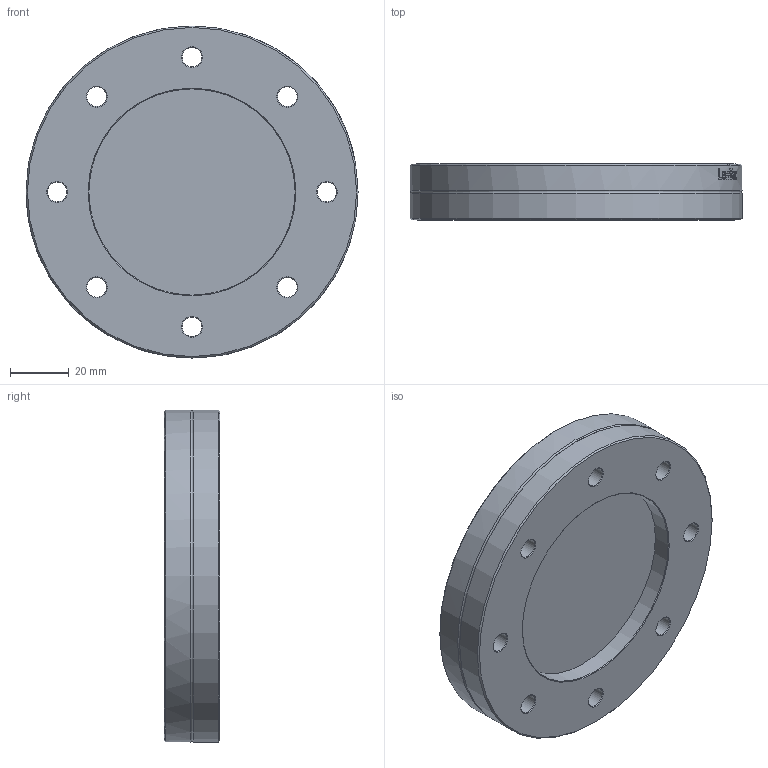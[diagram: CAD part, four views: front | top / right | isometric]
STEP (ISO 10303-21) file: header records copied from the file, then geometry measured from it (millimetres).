
FILE_DESCRIPTION(/* description */ (''),/* implementation_level */ '2;1');
FILE_NAME(/* name */ 'FL-63CFRT.stp',/* time_stamp */ '2018-01-15T13:35:19+00:00',/* author */ ('paul'),/* organization */ (''),/* preprocessor_version */ 'ST-DEVELOPER v16.13',/* originating_system */ 'Autodesk Inventor 2018',/* authorisation */ '');
FILE_SCHEMA (('AUTOMOTIVE_DESIGN { 1 0 10303 214 3 1 1 }'));
Length unit declared in the file: millimetre
Products named in the file (3): FL-63CFRT; FL-63CF-OUTTAP; FL-63CF-INBLANK
Assembly tree (2 placements, depth 2):
  FL-63CFRT
    FL-63CF-OUTTAP
    FL-63CF-INBLANK
Bounding box: 113.5 x 19.1 x 113.5 mm (x, y, z)
Volume: 156000 mm3; surface area: 39934.9 mm2
Topology: 2 solids, 2 shells, 136 faces, 358 edges, 234 vertices
Faces by surface type: bspline 53, plane 36, cone 23, cylinder 23, torus 1
Full cylindrical faces by diameter (mm): 6.647 x8, 70.5 x1, 82.3 x1, 82.5 x1, 113.5 x2
Entity records: 15560 total; most frequent: CARTESIAN_POINT 12502, ORIENTED_EDGE 626, DIRECTION 509, EDGE_CURVE 313, VERTEX_POINT 224, EDGE_LOOP 197, AXIS2_PLACEMENT_3D 197, FACE_OUTER_BOUND 136
